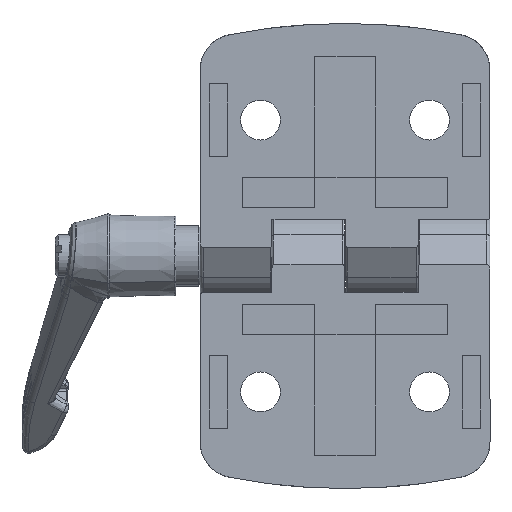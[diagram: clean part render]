
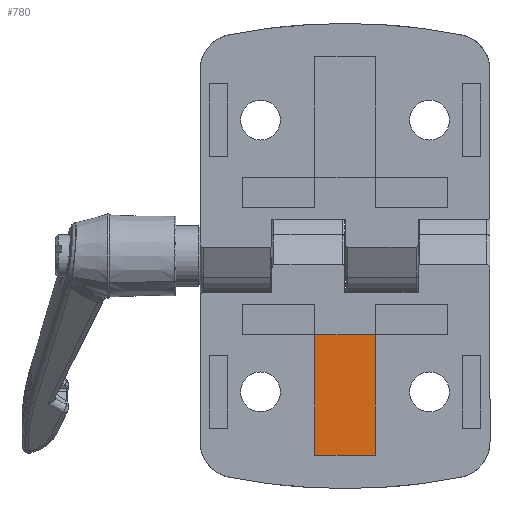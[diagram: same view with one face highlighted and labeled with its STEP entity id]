
A CAD part, front view. The second image highlights one B-rep face of the part: STEP entity #780.
In plain terms, the highlighted planar face has unit normal (0, -1, 0).
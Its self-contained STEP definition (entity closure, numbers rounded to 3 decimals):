
#780 = ADVANCED_FACE ( 'NONE', ( #7599 ), #8627, .T. ) ;
#3145 = EDGE_CURVE ( 'NONE', #4912, #4911, #15406, .T. ) ;
#3147 = EDGE_CURVE ( 'NONE', #4911, #4909, #15413, .T. ) ;
#3163 = EDGE_CURVE ( 'NONE', #4909, #4914, #15445, .T. ) ;
#3165 = EDGE_CURVE ( 'NONE', #4914, #4912, #15449, .T. ) ;
#4358 = EDGE_LOOP ( 'NONE', ( #5084, #5090, #5143, #5081 ) ) ;
#4909 = VERTEX_POINT ( 'NONE', #16880 ) ;
#4911 = VERTEX_POINT ( 'NONE', #16882 ) ;
#4912 = VERTEX_POINT ( 'NONE', #16883 ) ;
#4914 = VERTEX_POINT ( 'NONE', #16885 ) ;
#5081 = ORIENTED_EDGE ( 'NONE', *, *, #3145, .T. ) ;
#5084 = ORIENTED_EDGE ( 'NONE', *, *, #3147, .T. ) ;
#5090 = ORIENTED_EDGE ( 'NONE', *, *, #3163, .T. ) ;
#5143 = ORIENTED_EDGE ( 'NONE', *, *, #3165, .T. ) ;
#7599 = FACE_OUTER_BOUND ( 'NONE', #4358, .T. ) ;
#8620 = CARTESIAN_POINT ( 'NONE',  ( -5., 1.5, -33. ) ) ;
#8627 = PLANE ( 'NONE',  #9244 ) ;
#8629 = DIRECTION ( 'NONE',  ( 0., -1., 0. ) ) ;
#8630 = DIRECTION ( 'NONE',  ( 0., 0., -1. ) ) ;
#9244 = AXIS2_PLACEMENT_3D ( 'NONE', #8620, #8629, #8630 ) ;
#15406 = LINE ( 'NONE', #16003, #15412 ) ;
#15412 = VECTOR ( 'NONE', #16008, 1000. ) ;
#15413 = LINE ( 'NONE', #16010, #15416 ) ;
#15416 = VECTOR ( 'NONE', #16011, 1000. ) ;
#15445 = LINE ( 'NONE', #16042, #15448 ) ;
#15448 = VECTOR ( 'NONE', #16043, 1000. ) ;
#15449 = LINE ( 'NONE', #16046, #15452 ) ;
#15452 = VECTOR ( 'NONE', #16047, 1000. ) ;
#16003 = CARTESIAN_POINT ( 'NONE',  ( -5., 1.5, -13.01 ) ) ;
#16008 = DIRECTION ( 'NONE',  ( -1., 0., 0. ) ) ;
#16010 = CARTESIAN_POINT ( 'NONE',  ( -5., 1.5, -13.01 ) ) ;
#16011 = DIRECTION ( 'NONE',  ( 0., 0., -1. ) ) ;
#16042 = CARTESIAN_POINT ( 'NONE',  ( -5., 1.5, -33. ) ) ;
#16043 = DIRECTION ( 'NONE',  ( 1., 0., 0. ) ) ;
#16046 = CARTESIAN_POINT ( 'NONE',  ( 5., 1.5, -13.01 ) ) ;
#16047 = DIRECTION ( 'NONE',  ( 0., 0., 1. ) ) ;
#16880 = CARTESIAN_POINT ( 'NONE',  ( -5., 1.5, -33. ) ) ;
#16882 = CARTESIAN_POINT ( 'NONE',  ( -5., 1.5, -13.01 ) ) ;
#16883 = CARTESIAN_POINT ( 'NONE',  ( 5., 1.5, -13.01 ) ) ;
#16885 = CARTESIAN_POINT ( 'NONE',  ( 5., 1.5, -33. ) ) ;
